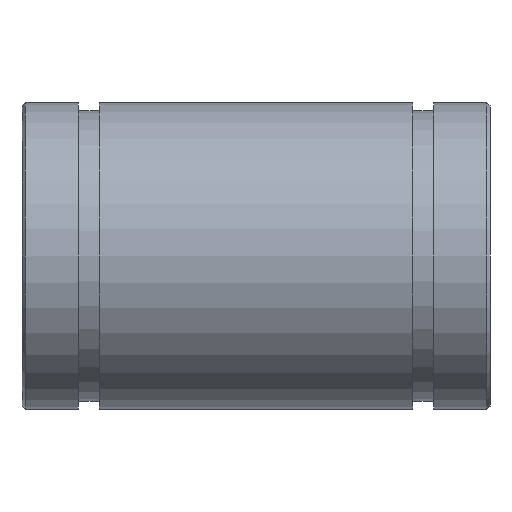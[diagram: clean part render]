
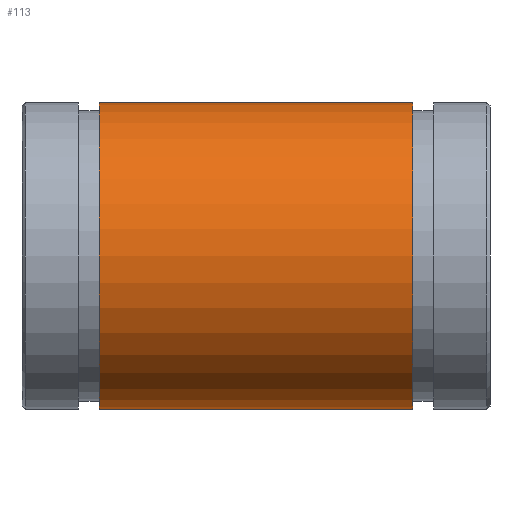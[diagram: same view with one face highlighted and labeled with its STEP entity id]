
A CAD part, front view. The second image highlights one B-rep face of the part: STEP entity #113.
In plain terms, the highlighted cylindrical face has radius 9.5 mm (diameter 19 mm), a partial arc.
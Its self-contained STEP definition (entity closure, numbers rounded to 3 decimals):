
#41 = CYLINDRICAL_SURFACE ( 'NONE', #49, 9.5 ) ;
#47 = AXIS2_PLACEMENT_3D ( 'NONE', #320, #315, #568 ) ;
#49 = AXIS2_PLACEMENT_3D ( 'NONE', #556, #247, #677 ) ;
#67 = EDGE_CURVE ( 'NONE', #788, #464, #689, .T. ) ;
#97 = ORIENTED_EDGE ( 'NONE', *, *, #67, .T. ) ;
#113 = ADVANCED_FACE ( 'NONE', ( #307 ), #41, .T. ) ;
#114 = CARTESIAN_POINT ( 'NONE',  ( 4.8, 0., 0. ) ) ;
#127 = CIRCLE ( 'NONE', #304, 9.5 ) ;
#133 = ORIENTED_EDGE ( 'NONE', *, *, #635, .F. ) ;
#184 = DIRECTION ( 'NONE',  ( -1., 0., 0. ) ) ;
#247 = DIRECTION ( 'NONE',  ( -1., 0., 0. ) ) ;
#255 = CARTESIAN_POINT ( 'NONE',  ( 0., 0., -9.5 ) ) ;
#262 = CARTESIAN_POINT ( 'NONE',  ( 24.2, 0., 9.5 ) ) ;
#274 = VECTOR ( 'NONE', #184, 1000. ) ;
#304 = AXIS2_PLACEMENT_3D ( 'NONE', #114, #366, #427 ) ;
#307 = FACE_OUTER_BOUND ( 'NONE', #718, .T. ) ;
#315 = DIRECTION ( 'NONE',  ( -1., 0., 0. ) ) ;
#320 = CARTESIAN_POINT ( 'NONE',  ( 24.2, 0., 0. ) ) ;
#366 = DIRECTION ( 'NONE',  ( -1., 0., 0. ) ) ;
#414 = ORIENTED_EDGE ( 'NONE', *, *, #771, .T. ) ;
#427 = DIRECTION ( 'NONE',  ( 0., 0., 1. ) ) ;
#454 = VERTEX_POINT ( 'NONE', #514 ) ;
#464 = VERTEX_POINT ( 'NONE', #530 ) ;
#488 = EDGE_CURVE ( 'NONE', #602, #464, #127, .T. ) ;
#514 = CARTESIAN_POINT ( 'NONE',  ( 24.2, 0., -9.5 ) ) ;
#530 = CARTESIAN_POINT ( 'NONE',  ( 4.8, 0., 9.5 ) ) ;
#537 = ORIENTED_EDGE ( 'NONE', *, *, #488, .F. ) ;
#556 = CARTESIAN_POINT ( 'NONE',  ( 0., 0., 0. ) ) ;
#568 = DIRECTION ( 'NONE',  ( 0., 0., 1. ) ) ;
#602 = VERTEX_POINT ( 'NONE', #733 ) ;
#625 = DIRECTION ( 'NONE',  ( -1., 0., 0. ) ) ;
#635 = EDGE_CURVE ( 'NONE', #454, #602, #822, .T. ) ;
#658 = VECTOR ( 'NONE', #625, 1000. ) ;
#677 = DIRECTION ( 'NONE',  ( 0., 0., 1. ) ) ;
#689 = LINE ( 'NONE', #808, #274 ) ;
#718 = EDGE_LOOP ( 'NONE', ( #133, #414, #97, #537 ) ) ;
#733 = CARTESIAN_POINT ( 'NONE',  ( 4.8, 0., -9.5 ) ) ;
#753 = CIRCLE ( 'NONE', #47, 9.5 ) ;
#771 = EDGE_CURVE ( 'NONE', #454, #788, #753, .T. ) ;
#788 = VERTEX_POINT ( 'NONE', #262 ) ;
#808 = CARTESIAN_POINT ( 'NONE',  ( 0., 0., 9.5 ) ) ;
#822 = LINE ( 'NONE', #255, #658 ) ;
